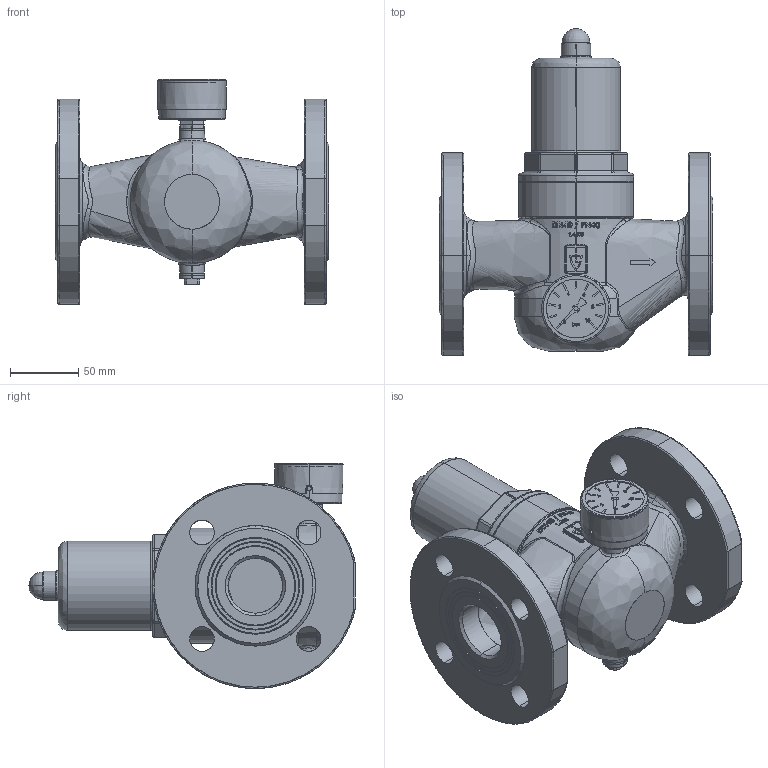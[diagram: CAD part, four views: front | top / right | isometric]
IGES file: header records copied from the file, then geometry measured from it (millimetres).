
Start section: SolidWorks IGES file using analytic representation for surfaces
Global section: file name: 482 40 Dummy.IGS; native system: SolidWorks 2010; preprocessor: SolidWorks 2010; author: Blankenhorn2; date: 100805.074739; units: millimetre
Bounding box: 200 x 238.5 x 164.3 mm (x, y, z)
Surface area: 263857.5 mm2 (no closed solid volume)
Topology: 0 solids, 0 shells, 1277 faces, 18956 edges, 18949 vertices
Faces by surface type: bspline 877, revolution 400
